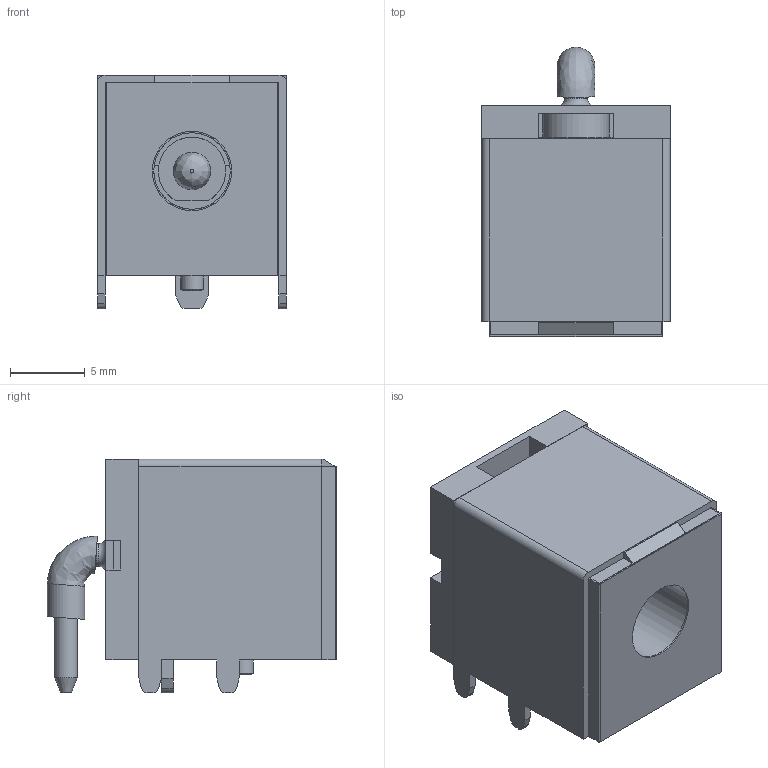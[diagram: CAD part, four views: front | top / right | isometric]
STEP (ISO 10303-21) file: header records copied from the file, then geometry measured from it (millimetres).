
FILE_DESCRIPTION( ( '' ), ' ' );
FILE_NAME( '5abc280b77c3b2123cad0961.step', '2018-03-28T23:41:00', ( '' ), ( '' ), ' ', ' ', ' ' );
FILE_SCHEMA( ( 'AUTOMOTIVE_DESIGN { 1 0 10303 214 1 1 1 1 }' ) );
Length unit declared in the file: metre
Products named in the file (6): OUTER PIN; ISOLATION; CENTER PIN; SHIELD; SHEET METAL; PLASTIC BASE
Bounding box: 12.6 x 19.3 x 15.6 mm (x, y, z)
Volume: 2134.8 mm3; surface area: 3373.9 mm2
Topology: 6 solids, 6 shells, 194 faces, 556 edges, 367 vertices
Faces by surface type: plane 147, cylinder 40, bspline 3, cone 2, torus 2
Full cylindrical faces by diameter (mm): 1.5 x3, 2.5 x1, 5.1 x1, 5.3 x3
Entity records: 7876 total; most frequent: CARTESIAN_POINT 1162, ORIENTED_EDGE 1068, DIRECTION 1045, EDGE_CURVE 534, LINE 417, VECTOR 417, VERTEX_POINT 361, AXIS2_PLACEMENT_3D 314
